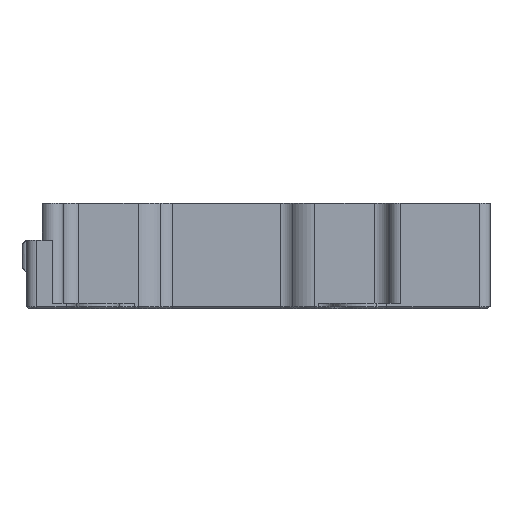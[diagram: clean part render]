
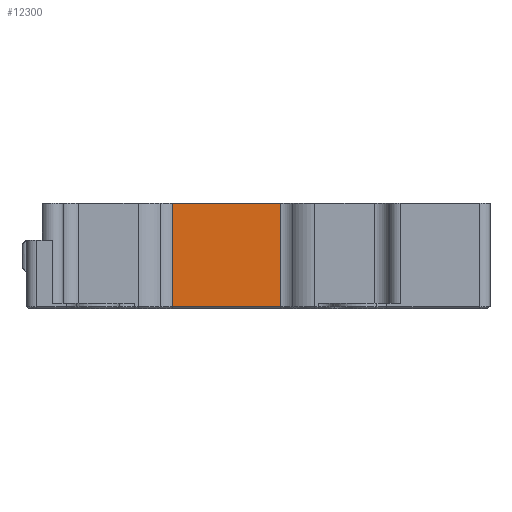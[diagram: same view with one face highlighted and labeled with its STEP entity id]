
A CAD part, front view. The second image highlights one B-rep face of the part: STEP entity #12300.
In plain terms, the highlighted planar face has unit normal (0, -1, 0).
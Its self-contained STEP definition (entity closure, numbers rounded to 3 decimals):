
#1565=FACE_OUTER_BOUND('',#2304,.T.);
#2304=EDGE_LOOP('',(#9727,#9728,#9729,#9730));
#3286=LINE('',#20014,#4476);
#3360=LINE('',#20203,#4550);
#3361=LINE('',#20207,#4551);
#3362=LINE('',#20208,#4552);
#4476=VECTOR('',#16128,10.);
#4550=VECTOR('',#16314,10.);
#4551=VECTOR('',#16319,10.);
#4552=VECTOR('',#16320,10.);
#5658=VERTEX_POINT('',#20008);
#5659=VERTEX_POINT('',#20012);
#5718=VERTEX_POINT('',#20202);
#5719=VERTEX_POINT('',#20206);
#7112=EDGE_CURVE('',#5659,#5658,#3286,.T.);
#7206=EDGE_CURVE('',#5658,#5718,#3360,.T.);
#7208=EDGE_CURVE('',#5719,#5659,#3361,.T.);
#7209=EDGE_CURVE('',#5718,#5719,#3362,.T.);
#9727=ORIENTED_EDGE('',*,*,#7112,.F.);
#9728=ORIENTED_EDGE('',*,*,#7208,.F.);
#9729=ORIENTED_EDGE('',*,*,#7209,.F.);
#9730=ORIENTED_EDGE('',*,*,#7206,.F.);
#11757=PLANE('',#13560);
#12300=ADVANCED_FACE('',(#1565),#11757,.F.);
#13560=AXIS2_PLACEMENT_3D('',#20205,#16317,#16318);
#16128=DIRECTION('',(-1.,0.,0.));
#16314=DIRECTION('',(0.,0.,1.));
#16317=DIRECTION('center_axis',(0.,1.,0.));
#16318=DIRECTION('ref_axis',(-1.,0.,0.));
#16319=DIRECTION('',(0.,0.,-1.));
#16320=DIRECTION('',(1.,0.,0.));
#20008=CARTESIAN_POINT('',(27.732,-117.921,-19.6));
#20012=CARTESIAN_POINT('',(48.268,-117.921,-19.6));
#20014=CARTESIAN_POINT('',(46.915,-117.921,-19.6));
#20202=CARTESIAN_POINT('',(27.732,-117.921,0.));
#20203=CARTESIAN_POINT('',(27.732,-117.921,-20.));
#20205=CARTESIAN_POINT('Origin',(49.829,-117.921,-20.));
#20206=CARTESIAN_POINT('',(48.268,-117.921,0.));
#20207=CARTESIAN_POINT('',(48.268,-117.921,-20.));
#20208=CARTESIAN_POINT('',(46.915,-117.921,0.));
